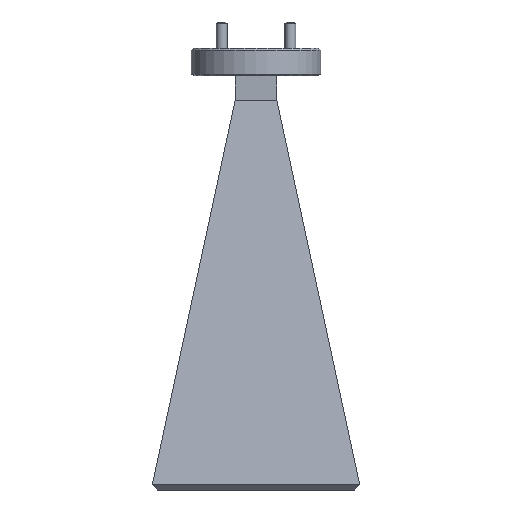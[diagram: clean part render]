
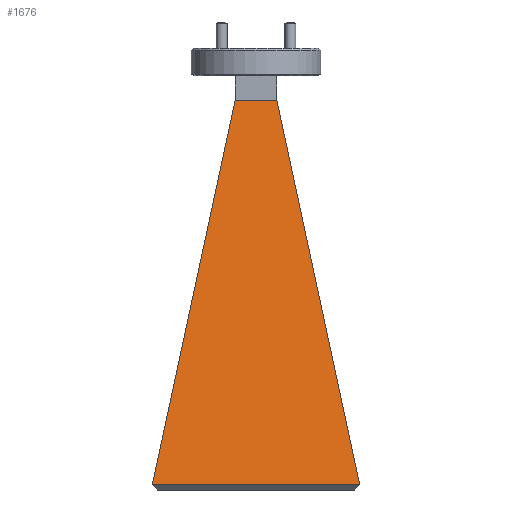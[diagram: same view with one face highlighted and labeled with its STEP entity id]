
A CAD part, front view. The second image highlights one B-rep face of the part: STEP entity #1676.
In plain terms, the highlighted planar face has unit normal (0, -0.984, 0.177).
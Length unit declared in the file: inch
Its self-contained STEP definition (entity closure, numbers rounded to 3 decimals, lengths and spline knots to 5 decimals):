
#93 = VECTOR ( 'NONE', #1736, 39.37008 ) ;
#198 = DIRECTION ( 'NONE',  ( 0.208, -0.173, -0.963 ) ) ;
#302 = VECTOR ( 'NONE', #3502, 39.37008 ) ;
#540 = DIRECTION ( 'NONE',  ( -0.208, -0.173, -0.963 ) ) ;
#548 = DIRECTION ( 'NONE',  ( 0., -0.984, 0.177 ) ) ;
#599 = FACE_OUTER_BOUND ( 'NONE', #605, .T. ) ;
#605 = EDGE_LOOP ( 'NONE', ( #4274, #4244, #4178, #3574 ) ) ;
#709 = EDGE_CURVE ( 'NONE', #3477, #1186, #1513, .T. ) ;
#848 = CARTESIAN_POINT ( 'NONE',  ( 0., -0.4909, -2.5251 ) ) ;
#1077 = CARTESIAN_POINT ( 'NONE',  ( 0.60069, -0.4909, -2.5251 ) ) ;
#1186 = VERTEX_POINT ( 'NONE', #3707 ) ;
#1290 = VERTEX_POINT ( 'NONE', #4316 ) ;
#1513 = LINE ( 'NONE', #2156, #2200 ) ;
#1676 = ADVANCED_FACE ( 'NONE', ( #599 ), #1979, .T. ) ;
#1736 = DIRECTION ( 'NONE',  ( -1., 0., 0. ) ) ;
#1979 = PLANE ( 'NONE',  #4188 ) ;
#2125 = LINE ( 'NONE', #3705, #93 ) ;
#2156 = CARTESIAN_POINT ( 'NONE',  ( -0.121, -0.0905, -0.3 ) ) ;
#2164 = LINE ( 'NONE', #3237, #2437 ) ;
#2200 = VECTOR ( 'NONE', #540, 39.37008 ) ;
#2258 = LINE ( 'NONE', #848, #302 ) ;
#2328 = CARTESIAN_POINT ( 'NONE',  ( -0.121, -0.0905, -0.3 ) ) ;
#2396 = EDGE_CURVE ( 'NONE', #1290, #3477, #2125, .T. ) ;
#2437 = VECTOR ( 'NONE', #198, 39.37008 ) ;
#2618 = DIRECTION ( 'NONE',  ( 0., -0.177, -0.984 ) ) ;
#2891 = CARTESIAN_POINT ( 'NONE',  ( 0., -0.03537, 0.00636 ) ) ;
#3237 = CARTESIAN_POINT ( 'NONE',  ( 0.121, -0.0905, -0.3 ) ) ;
#3477 = VERTEX_POINT ( 'NONE', #2328 ) ;
#3502 = DIRECTION ( 'NONE',  ( 1., 0., 0. ) ) ;
#3574 = ORIENTED_EDGE ( 'NONE', *, *, #2396, .T. ) ;
#3588 = EDGE_CURVE ( 'NONE', #1186, #4144, #2258, .T. ) ;
#3705 = CARTESIAN_POINT ( 'NONE',  ( 0., -0.0905, -0.3 ) ) ;
#3707 = CARTESIAN_POINT ( 'NONE',  ( -0.60069, -0.4909, -2.5251 ) ) ;
#3848 = EDGE_CURVE ( 'NONE', #1290, #4144, #2164, .T. ) ;
#4144 = VERTEX_POINT ( 'NONE', #1077 ) ;
#4178 = ORIENTED_EDGE ( 'NONE', *, *, #3848, .F. ) ;
#4188 = AXIS2_PLACEMENT_3D ( 'NONE', #2891, #548, #2618 ) ;
#4244 = ORIENTED_EDGE ( 'NONE', *, *, #3588, .T. ) ;
#4274 = ORIENTED_EDGE ( 'NONE', *, *, #709, .T. ) ;
#4316 = CARTESIAN_POINT ( 'NONE',  ( 0.121, -0.0905, -0.3 ) ) ;
